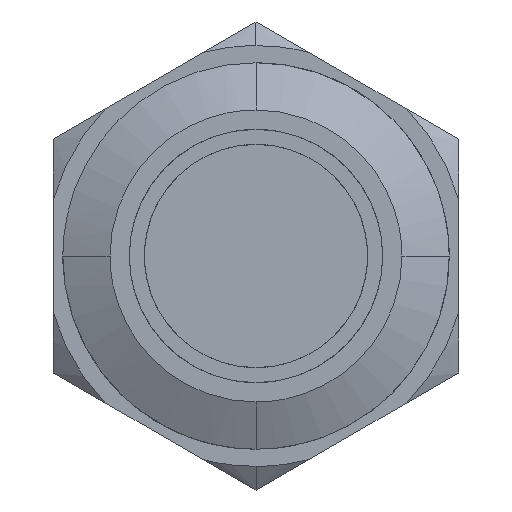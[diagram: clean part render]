
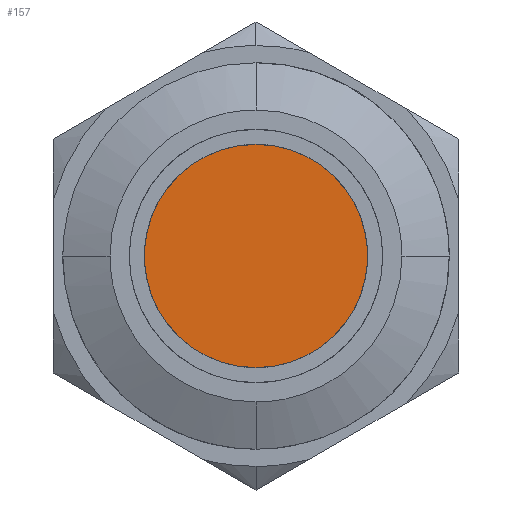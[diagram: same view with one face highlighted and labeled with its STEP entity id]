
A CAD part, front view. The second image highlights one B-rep face of the part: STEP entity #157.
In plain terms, the highlighted free-form (B-spline) face has degree [1, 1] with [2, 2] control points.
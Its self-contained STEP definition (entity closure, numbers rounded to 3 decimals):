
#157=ADVANCED_FACE('',(#277),#3826,.T.);
#277=FACE_OUTER_BOUND('',#412,.T.);
#412=EDGE_LOOP('',(#944,#945));
#944=ORIENTED_EDGE('',*,*,#2825,.T.);
#945=ORIENTED_EDGE('',*,*,#2798,.F.);
#1068=(
BOUNDED_CURVE()
B_SPLINE_CURVE(2,(#7836,#7837,#7838,#7839,#7840),.UNSPECIFIED.,.F.,.F.)
B_SPLINE_CURVE_WITH_KNOTS((3,2,3),(37.699,45.867,54.035),
 .UNSPECIFIED.)
CURVE()
GEOMETRIC_REPRESENTATION_ITEM()
RATIONAL_B_SPLINE_CURVE((1.,0.707,1.,0.707,
1.))
REPRESENTATION_ITEM('')
);
#1109=(
BOUNDED_CURVE()
B_SPLINE_CURVE(2,(#8051,#8052,#8053,#8054,#8055),.UNSPECIFIED.,.F.,.F.)
B_SPLINE_CURVE_WITH_KNOTS((3,2,3),(-70.372,-62.204,
-54.035),.UNSPECIFIED.)
CURVE()
GEOMETRIC_REPRESENTATION_ITEM()
RATIONAL_B_SPLINE_CURVE((1.,0.707,1.,0.707,1.))
REPRESENTATION_ITEM('')
);
#1110=(
BOUNDED_CURVE()
B_SPLINE_CURVE(2,(#8056,#8057,#8058,#8059,#8060),.UNSPECIFIED.,.F.,.F.)
B_SPLINE_CURVE_WITH_KNOTS((3,2,3),(-70.372,-62.204,
-54.035),.UNSPECIFIED.)
CURVE()
GEOMETRIC_REPRESENTATION_ITEM()
RATIONAL_B_SPLINE_CURVE((1.,0.707,1.,0.707,1.))
REPRESENTATION_ITEM('')
);
#1111=(
BOUNDED_CURVE()
B_SPLINE_CURVE(2,(#8061,#8062,#8063,#8064,#8065),.UNSPECIFIED.,.F.,.F.)
B_SPLINE_CURVE_WITH_KNOTS((3,2,3),(37.699,45.867,54.035),
 .UNSPECIFIED.)
CURVE()
GEOMETRIC_REPRESENTATION_ITEM()
RATIONAL_B_SPLINE_CURVE((1.,0.707,1.,0.707,1.))
REPRESENTATION_ITEM('')
);
#1596=PCURVE('',#3854,#2168);
#1640=PCURVE('',#3826,#2212);
#1641=PCURVE('',#3826,#2213);
#1671=PCURVE('',#3869,#2243);
#2168=DEFINITIONAL_REPRESENTATION('',(#3488),#8223);
#2212=DEFINITIONAL_REPRESENTATION('',(#1110),#8223);
#2213=DEFINITIONAL_REPRESENTATION('',(#1111),#8223);
#2243=DEFINITIONAL_REPRESENTATION('',(#3549),#8223);
#2512=SURFACE_CURVE('',#1068,(#1596,#1641),.PCURVE_S1.);
#2539=SURFACE_CURVE('',#1109,(#1640,#1671),.PCURVE_S1.);
#2798=EDGE_CURVE('',#3730,#3749,#2512,.T.);
#2825=EDGE_CURVE('',#3730,#3749,#2539,.T.);
#3488=B_SPLINE_CURVE_WITH_KNOTS('',1,(#7841,#7842,#7843),.UNSPECIFIED.,
 .F.,.F.,(2,1,2),(37.699,45.867,54.035),
 .UNSPECIFIED.);
#3549=B_SPLINE_CURVE_WITH_KNOTS('',1,(#8164,#8165),.UNSPECIFIED.,.F.,.F.,
(2,2),(-70.372,-54.035),.UNSPECIFIED.);
#3730=VERTEX_POINT('',#7694);
#3749=VERTEX_POINT('',#7713);
#3826=B_SPLINE_SURFACE_WITH_KNOTS('',1,1,((#7510,#7511),(#7512,#7513)),
 .UNSPECIFIED.,.F.,.F.,.F.,(2,2),(2,2),(-0.104,10.504),
(-5.304,5.304),.UNSPECIFIED.);
#3854=(
BOUNDED_SURFACE()
B_SPLINE_SURFACE(1,2,((#7429,#7430,#7431,#7432,#7433),(#7434,#7435,#7436,
#7437,#7438)),.UNSPECIFIED.,.F.,.F.,.F.)
B_SPLINE_SURFACE_WITH_KNOTS((2,2),(3,2,3),(0.,0.1),(37.699,45.867,
54.035),.UNSPECIFIED.)
GEOMETRIC_REPRESENTATION_ITEM()
RATIONAL_B_SPLINE_SURFACE(((1.,0.707,1.,0.707,1.),
(1.,0.707,1.,0.707,1.)))
REPRESENTATION_ITEM('')
SURFACE()
);
#3869=(
BOUNDED_SURFACE()
B_SPLINE_SURFACE(1,2,((#7614,#7615,#7616,#7617,#7618),(#7619,#7620,#7621,
#7622,#7623)),.UNSPECIFIED.,.F.,.F.,.F.)
B_SPLINE_SURFACE_WITH_KNOTS((2,2),(3,2,3),(0.,0.1),(54.035,62.204,
70.372),.UNSPECIFIED.)
GEOMETRIC_REPRESENTATION_ITEM()
RATIONAL_B_SPLINE_SURFACE(((1.,0.707,1.,0.707,1.),
(1.,0.707,1.,0.707,1.)))
REPRESENTATION_ITEM('')
SURFACE()
);
#7429=CARTESIAN_POINT('',(0.,-1.4,5.2));
#7430=CARTESIAN_POINT('',(5.2,-1.4,5.2));
#7431=CARTESIAN_POINT('',(5.2,-1.4,0.));
#7432=CARTESIAN_POINT('',(5.2,-1.4,-5.2));
#7433=CARTESIAN_POINT('',(0.,-1.4,-5.2));
#7434=CARTESIAN_POINT('',(0.,-1.5,5.2));
#7435=CARTESIAN_POINT('',(5.2,-1.5,5.2));
#7436=CARTESIAN_POINT('',(5.2,-1.5,0.));
#7437=CARTESIAN_POINT('',(5.2,-1.5,-5.2));
#7438=CARTESIAN_POINT('',(0.,-1.5,-5.2));
#7510=CARTESIAN_POINT('',(-5.304,-1.5,5.304));
#7511=CARTESIAN_POINT('',(5.304,-1.5,5.304));
#7512=CARTESIAN_POINT('',(-5.304,-1.5,-5.304));
#7513=CARTESIAN_POINT('',(5.304,-1.5,-5.304));
#7614=CARTESIAN_POINT('',(0.,-1.4,-5.2));
#7615=CARTESIAN_POINT('',(-5.2,-1.4,-5.2));
#7616=CARTESIAN_POINT('',(-5.2,-1.4,0.));
#7617=CARTESIAN_POINT('',(-5.2,-1.4,5.2));
#7618=CARTESIAN_POINT('',(0.,-1.4,5.2));
#7619=CARTESIAN_POINT('',(0.,-1.5,-5.2));
#7620=CARTESIAN_POINT('',(-5.2,-1.5,-5.2));
#7621=CARTESIAN_POINT('',(-5.2,-1.5,0.));
#7622=CARTESIAN_POINT('',(-5.2,-1.5,5.2));
#7623=CARTESIAN_POINT('',(0.,-1.5,5.2));
#7694=CARTESIAN_POINT('',(0.,-1.5,5.2));
#7713=CARTESIAN_POINT('',(0.,-1.5,-5.2));
#7836=CARTESIAN_POINT('',(0.,-1.5,5.2));
#7837=CARTESIAN_POINT('',(5.2,-1.5,5.2));
#7838=CARTESIAN_POINT('',(5.2,-1.5,0.));
#7839=CARTESIAN_POINT('',(5.2,-1.5,-5.2));
#7840=CARTESIAN_POINT('',(0.,-1.5,-5.2));
#7841=CARTESIAN_POINT('',(0.1,37.699));
#7842=CARTESIAN_POINT('',(0.1,45.867));
#7843=CARTESIAN_POINT('',(0.1,54.035));
#8051=CARTESIAN_POINT('',(0.,-1.5,5.2));
#8052=CARTESIAN_POINT('',(-5.2,-1.5,5.2));
#8053=CARTESIAN_POINT('',(-5.2,-1.5,0.));
#8054=CARTESIAN_POINT('',(-5.2,-1.5,-5.2));
#8055=CARTESIAN_POINT('',(0.,-1.5,-5.2));
#8056=CARTESIAN_POINT('',(0.,0.));
#8057=CARTESIAN_POINT('',(0.,-5.2));
#8058=CARTESIAN_POINT('',(5.2,-5.2));
#8059=CARTESIAN_POINT('',(10.4,-5.2));
#8060=CARTESIAN_POINT('',(10.4,0.));
#8061=CARTESIAN_POINT('',(0.,0.));
#8062=CARTESIAN_POINT('',(0.,5.2));
#8063=CARTESIAN_POINT('',(5.2,5.2));
#8064=CARTESIAN_POINT('',(10.4,5.2));
#8065=CARTESIAN_POINT('',(10.4,0.));
#8164=CARTESIAN_POINT('',(0.1,70.372));
#8165=CARTESIAN_POINT('',(0.1,54.035));
#8223=(
GEOMETRIC_REPRESENTATION_CONTEXT(2)
PARAMETRIC_REPRESENTATION_CONTEXT()
REPRESENTATION_CONTEXT('pspace','')
);
